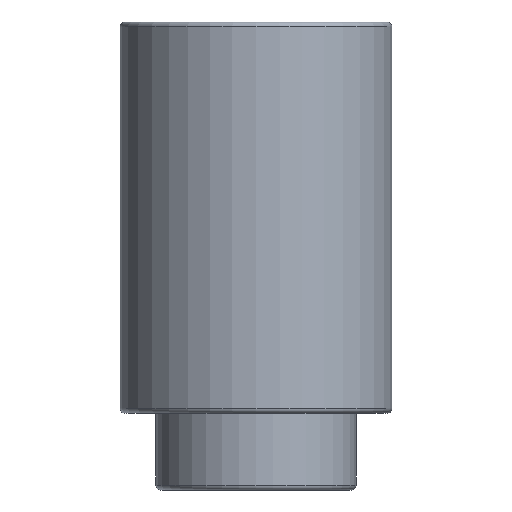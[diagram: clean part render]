
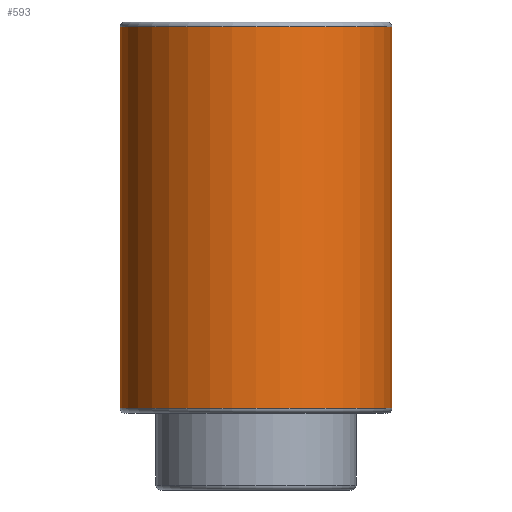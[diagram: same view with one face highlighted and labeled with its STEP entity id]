
A CAD part, front view. The second image highlights one B-rep face of the part: STEP entity #593.
In plain terms, the highlighted cylindrical face has radius 2.78 mm (diameter 5.56 mm), a full revolution.
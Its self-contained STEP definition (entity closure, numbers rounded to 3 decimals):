
#43 = TOROIDAL_SURFACE('',#44,2.68,0.1);
#44 = AXIS2_PLACEMENT_3D('',#45,#46,#47);
#45 = CARTESIAN_POINT('',(0.,0.,9.47));
#46 = DIRECTION('',(-0.,-0.,-1.));
#47 = DIRECTION('',(1.,0.,0.));
#90 = VERTEX_POINT('',#91);
#91 = CARTESIAN_POINT('',(2.78,0.,9.47));
#115 = EDGE_CURVE('',#90,#90,#116,.T.);
#116 = SURFACE_CURVE('',#117,(#122,#129),.PCURVE_S1.);
#117 = CIRCLE('',#118,2.78);
#118 = AXIS2_PLACEMENT_3D('',#119,#120,#121);
#119 = CARTESIAN_POINT('',(0.,0.,9.47));
#120 = DIRECTION('',(0.,0.,1.));
#121 = DIRECTION('',(1.,0.,0.));
#122 = PCURVE('',#43,#123);
#123 = DEFINITIONAL_REPRESENTATION('',(#124),#128);
#124 = LINE('',#125,#126);
#125 = CARTESIAN_POINT('',(-0.,6.283));
#126 = VECTOR('',#127,1.);
#127 = DIRECTION('',(-1.,0.));
#128 = ( GEOMETRIC_REPRESENTATION_CONTEXT(2) 
PARAMETRIC_REPRESENTATION_CONTEXT() REPRESENTATION_CONTEXT('2D SPACE',''
  ) );
#129 = PCURVE('',#130,#135);
#130 = CYLINDRICAL_SURFACE('',#131,2.78);
#131 = AXIS2_PLACEMENT_3D('',#132,#133,#134);
#132 = CARTESIAN_POINT('',(0.,0.,0.));
#133 = DIRECTION('',(-0.,-0.,-1.));
#134 = DIRECTION('',(1.,0.,0.));
#135 = DEFINITIONAL_REPRESENTATION('',(#136),#140);
#136 = LINE('',#137,#138);
#137 = CARTESIAN_POINT('',(-0.,-9.47));
#138 = VECTOR('',#139,1.);
#139 = DIRECTION('',(-1.,0.));
#140 = ( GEOMETRIC_REPRESENTATION_CONTEXT(2) 
PARAMETRIC_REPRESENTATION_CONTEXT() REPRESENTATION_CONTEXT('2D SPACE',''
  ) );
#593 = ADVANCED_FACE('',(#594),#130,.T.);
#594 = FACE_BOUND('',#595,.F.);
#595 = EDGE_LOOP('',(#596,#619,#646,#647));
#596 = ORIENTED_EDGE('',*,*,#597,.F.);
#597 = EDGE_CURVE('',#598,#90,#600,.T.);
#598 = VERTEX_POINT('',#599);
#599 = CARTESIAN_POINT('',(2.78,0.,1.67));
#600 = SEAM_CURVE('',#601,(#605,#612),.PCURVE_S1.);
#601 = LINE('',#602,#603);
#602 = CARTESIAN_POINT('',(2.78,0.,0.));
#603 = VECTOR('',#604,1.);
#604 = DIRECTION('',(0.,0.,1.));
#605 = PCURVE('',#130,#606);
#606 = DEFINITIONAL_REPRESENTATION('',(#607),#611);
#607 = LINE('',#608,#609);
#608 = CARTESIAN_POINT('',(-6.283,0.));
#609 = VECTOR('',#610,1.);
#610 = DIRECTION('',(-0.,-1.));
#611 = ( GEOMETRIC_REPRESENTATION_CONTEXT(2) 
PARAMETRIC_REPRESENTATION_CONTEXT() REPRESENTATION_CONTEXT('2D SPACE',''
  ) );
#612 = PCURVE('',#130,#613);
#613 = DEFINITIONAL_REPRESENTATION('',(#614),#618);
#614 = LINE('',#615,#616);
#615 = CARTESIAN_POINT('',(-0.,0.));
#616 = VECTOR('',#617,1.);
#617 = DIRECTION('',(-0.,-1.));
#618 = ( GEOMETRIC_REPRESENTATION_CONTEXT(2) 
PARAMETRIC_REPRESENTATION_CONTEXT() REPRESENTATION_CONTEXT('2D SPACE',''
  ) );
#619 = ORIENTED_EDGE('',*,*,#620,.T.);
#620 = EDGE_CURVE('',#598,#598,#621,.T.);
#621 = SURFACE_CURVE('',#622,(#627,#634),.PCURVE_S1.);
#622 = CIRCLE('',#623,2.78);
#623 = AXIS2_PLACEMENT_3D('',#624,#625,#626);
#624 = CARTESIAN_POINT('',(0.,0.,1.67));
#625 = DIRECTION('',(0.,-0.,-1.));
#626 = DIRECTION('',(1.,0.,0.));
#627 = PCURVE('',#130,#628);
#628 = DEFINITIONAL_REPRESENTATION('',(#629),#633);
#629 = LINE('',#630,#631);
#630 = CARTESIAN_POINT('',(-6.283,-1.67));
#631 = VECTOR('',#632,1.);
#632 = DIRECTION('',(1.,-0.));
#633 = ( GEOMETRIC_REPRESENTATION_CONTEXT(2) 
PARAMETRIC_REPRESENTATION_CONTEXT() REPRESENTATION_CONTEXT('2D SPACE',''
  ) );
#634 = PCURVE('',#635,#640);
#635 = TOROIDAL_SURFACE('',#636,2.68,0.1);
#636 = AXIS2_PLACEMENT_3D('',#637,#638,#639);
#637 = CARTESIAN_POINT('',(0.,0.,1.67));
#638 = DIRECTION('',(-0.,-0.,-1.));
#639 = DIRECTION('',(1.,0.,0.));
#640 = DEFINITIONAL_REPRESENTATION('',(#641),#645);
#641 = LINE('',#642,#643);
#642 = CARTESIAN_POINT('',(0.,0.));
#643 = VECTOR('',#644,1.);
#644 = DIRECTION('',(1.,0.));
#645 = ( GEOMETRIC_REPRESENTATION_CONTEXT(2) 
PARAMETRIC_REPRESENTATION_CONTEXT() REPRESENTATION_CONTEXT('2D SPACE',''
  ) );
#646 = ORIENTED_EDGE('',*,*,#597,.T.);
#647 = ORIENTED_EDGE('',*,*,#115,.T.);
